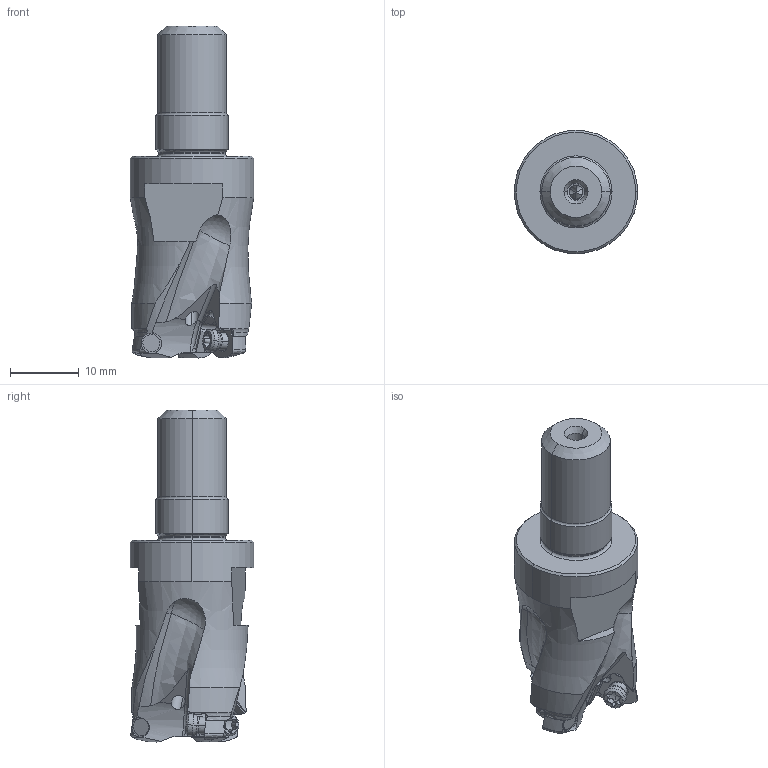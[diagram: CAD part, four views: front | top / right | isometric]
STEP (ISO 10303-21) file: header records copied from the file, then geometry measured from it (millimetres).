
FILE_DESCRIPTION(/* description */ (''),/* implementation_level */ '2;1');
FILE_NAME(/* name */ 'AJXU06R123AM1030.stp',/* time_stamp */ '2021-09-08T11:49:06+09:00',/* author */ (''),/* organization */ (''),/* preprocessor_version */ 'ST-DEVELOPER v16',/* originating_system */ 'SIEMENS PLM Software NX 10.0',/* authorisation */ '');
FILE_SCHEMA (('AUTOMOTIVE_DESIGN { 1 0 10303 214 3 1 1 1 }'));
Length unit declared in the file: millimetre
Products named in the file (1): AJXU06R123AM1030_ASM
Bounding box: 18 x 18 x 48.4 mm (x, y, z)
Volume: 6476.5 mm3; surface area: 3310.1 mm2
Topology: 4 solids, 4 shells, 345 faces, 1036 edges, 708 vertices
Faces by surface type: cylinder 153, plane 84, cone 58, torus 32, bspline 9, sphere 9
Entity records: 15802 total; most frequent: CARTESIAN_POINT 6606, ORIENTED_EDGE 2036, DIRECTION 1739, EDGE_CURVE 1018, AXIS2_PLACEMENT_3D 714, VERTEX_POINT 683, EDGE_LOOP 359, B_SPLINE_CURVE_WITH_KNOTS 356
